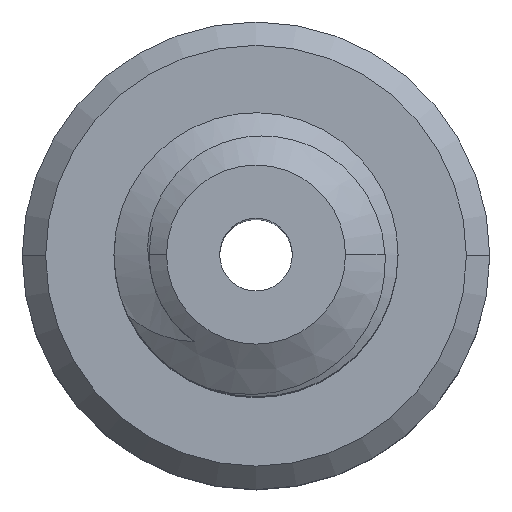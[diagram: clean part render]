
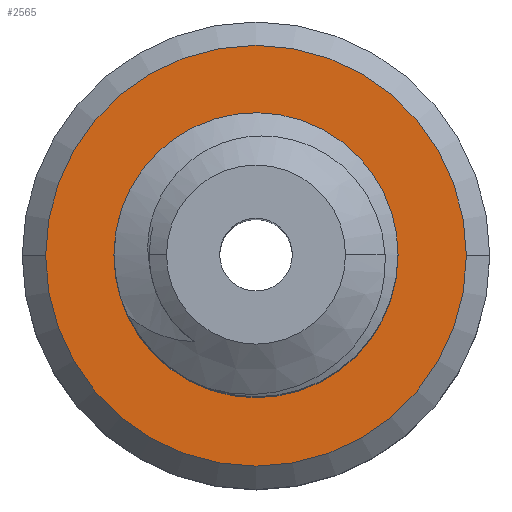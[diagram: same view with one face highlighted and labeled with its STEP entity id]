
A CAD part, top view. The second image highlights one B-rep face of the part: STEP entity #2565.
In plain terms, the highlighted planar face has unit normal (0, 0, 1).
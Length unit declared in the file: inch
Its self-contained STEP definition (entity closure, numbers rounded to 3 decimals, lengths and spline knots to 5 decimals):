
#110 = CIRCLE ( 'NONE', #1313, 0.082 ) ;
#198 = CARTESIAN_POINT ( 'NONE',  ( 0.06853, -0.00216, -0.375 ) ) ;
#226 = CARTESIAN_POINT ( 'NONE',  ( 0.02736, 0.07449, -0.375 ) ) ;
#236 = CARTESIAN_POINT ( 'NONE',  ( 0.03367, 0.07096, -0.375 ) ) ;
#268 = CARTESIAN_POINT ( 'NONE',  ( -0.06621, -0.02836, -0.375 ) ) ;
#468 = AXIS2_PLACEMENT_3D ( 'NONE', #3530, #3814, #2975 ) ;
#519 = CARTESIAN_POINT ( 'NONE',  ( 0.00716, 0.08132, -0.375 ) ) ;
#542 = CARTESIAN_POINT ( 'NONE',  ( -0.07604, 0.0057, -0.375 ) ) ;
#568 = DIRECTION ( 'NONE',  ( -1., 0., 0. ) ) ;
#663 = DIRECTION ( 'NONE',  ( 0., 0., -1. ) ) ;
#702 = B_SPLINE_CURVE_WITH_KNOTS ( 'NONE', 3,
 ( #1954, #519, #1967, #226, #236, #1121, #2290, #1991, #3731, #1978, #2558, #1383, #198, #803, #836, #1080, #3702, #1107 ),
 .UNSPECIFIED., .F., .F.,
 ( 4, 2, 2, 2, 2, 2, 2, 2, 4 ),
 ( 0., 0.00054, 0.00108, 0.00162, 0.00216, 0.0027, 0.00324, 0.00378, 0.00432 ),
 .UNSPECIFIED. ) ;
#767 = EDGE_CURVE ( 'NONE', #2245, #3808, #110, .T. ) ;
#777 = EDGE_CURVE ( 'NONE', #1113, #3808, #3328, .T. ) ;
#803 = CARTESIAN_POINT ( 'NONE',  ( 0.06472, -0.01604, -0.375 ) ) ;
#836 = CARTESIAN_POINT ( 'NONE',  ( 0.06179, -0.02251, -0.375 ) ) ;
#866 = ORIENTED_EDGE ( 'NONE', *, *, #777, .T. ) ;
#887 = EDGE_CURVE ( 'NONE', #2771, #1239, #905, .T. ) ;
#905 = CIRCLE ( 'NONE', #468, 0.1215 ) ;
#926 = CARTESIAN_POINT ( 'NONE',  ( -0.05745, 0.05851, -0.375 ) ) ;
#933 = ORIENTED_EDGE ( 'NONE', *, *, #887, .T. ) ;
#1007 = ORIENTED_EDGE ( 'NONE', *, *, #3637, .T. ) ;
#1055 = VERTEX_POINT ( 'NONE', #3109 ) ;
#1080 = CARTESIAN_POINT ( 'NONE',  ( 0.05388, -0.03451, -0.375 ) ) ;
#1107 = CARTESIAN_POINT ( 'NONE',  ( 0.04323, -0.04403, -0.375 ) ) ;
#1113 = VERTEX_POINT ( 'NONE', #3157 ) ;
#1121 = CARTESIAN_POINT ( 'NONE',  ( 0.04498, 0.06238, -0.375 ) ) ;
#1143 = CARTESIAN_POINT ( 'NONE',  ( -0.07408, -0.00841, -0.375 ) ) ;
#1170 = CARTESIAN_POINT ( 'NONE',  ( -0.00714, -0.06261, -0.375 ) ) ;
#1204 = ORIENTED_EDGE ( 'NONE', *, *, #767, .F. ) ;
#1239 = VERTEX_POINT ( 'NONE', #1693 ) ;
#1270 = CARTESIAN_POINT ( 'NONE',  ( 0., 0., -0.375 ) ) ;
#1313 = AXIS2_PLACEMENT_3D ( 'NONE', #1736, #3228, #3789 ) ;
#1383 = CARTESIAN_POINT ( 'NONE',  ( 0.06931, 0.00491, -0.375 ) ) ;
#1395 = FACE_OUTER_BOUND ( 'NONE', #2570, .T. ) ;
#1417 = ORIENTED_EDGE ( 'NONE', *, *, #2990, .T. ) ;
#1446 = DIRECTION ( 'NONE',  ( 0., 0., 1. ) ) ;
#1453 = CARTESIAN_POINT ( 'NONE',  ( -0.07389, 0.02699, -0.375 ) ) ;
#1510 = PLANE ( 'NONE',  #1703 ) ;
#1693 = CARTESIAN_POINT ( 'NONE',  ( -0.1215, 0., -0.375 ) ) ;
#1703 = AXIS2_PLACEMENT_3D ( 'NONE', #1816, #2447, #2125 ) ;
#1710 = CARTESIAN_POINT ( 'NONE',  ( -0.01424, -0.06235, -0.375 ) ) ;
#1723 = CARTESIAN_POINT ( 'NONE',  ( -0.05293, -0.04522, -0.375 ) ) ;
#1736 = CARTESIAN_POINT ( 'NONE',  ( 0., 0., -0.375 ) ) ;
#1795 = EDGE_CURVE ( 'NONE', #1239, #2771, #3289, .T. ) ;
#1816 = CARTESIAN_POINT ( 'NONE',  ( 0., 0., -0.375 ) ) ;
#1954 = CARTESIAN_POINT ( 'NONE',  ( 0., 0.082, -0.375 ) ) ;
#1967 = CARTESIAN_POINT ( 'NONE',  ( 0.01407, 0.07967, -0.375 ) ) ;
#1978 = CARTESIAN_POINT ( 'NONE',  ( 0.06718, 0.02624, -0.375 ) ) ;
#1991 = CARTESIAN_POINT ( 'NONE',  ( 0.05863, 0.04587, -0.375 ) ) ;
#2026 = CARTESIAN_POINT ( 'NONE',  ( -0.06584, 0.04685, -0.375 ) ) ;
#2038 = CARTESIAN_POINT ( 'NONE',  ( -0.06238, -0.03445, -0.375 ) ) ;
#2125 = DIRECTION ( 'NONE',  ( -1., 0., 0. ) ) ;
#2245 = VERTEX_POINT ( 'NONE', #3334 ) ;
#2287 = CARTESIAN_POINT ( 'NONE',  ( -0.03499, -0.05696, -0.375 ) ) ;
#2290 = CARTESIAN_POINT ( 'NONE',  ( 0.05011, 0.05722, -0.375 ) ) ;
#2291 = EDGE_LOOP ( 'NONE', ( #1204, #1007, #1417, #866 ) ) ;
#2316 = CARTESIAN_POINT ( 'NONE',  ( -0.06202, 0.05296, -0.375 ) ) ;
#2341 = CARTESIAN_POINT ( 'NONE',  ( 0., -0.0617, -0.375 ) ) ;
#2447 = DIRECTION ( 'NONE',  ( 0., 0., -1. ) ) ;
#2491 = ORIENTED_EDGE ( 'NONE', *, *, #1795, .T. ) ;
#2558 = CARTESIAN_POINT ( 'NONE',  ( 0.06864, 0.01922, -0.375 ) ) ;
#2565 = ADVANCED_FACE ( 'NONE', ( #1395, #3778 ), #1510, .F. ) ;
#2570 = EDGE_LOOP ( 'NONE', ( #2491, #933 ) ) ;
#2591 = CARTESIAN_POINT ( 'NONE',  ( -0.07599, 0.01295, -0.375 ) ) ;
#2618 = CARTESIAN_POINT ( 'NONE',  ( -0.0721, -0.01531, -0.375 ) ) ;
#2771 = VERTEX_POINT ( 'NONE', #3229 ) ;
#2975 = DIRECTION ( 'NONE',  ( -1., 0., 0. ) ) ;
#2990 = EDGE_CURVE ( 'NONE', #1055, #1113, #3058, .T. ) ;
#3012 = DIRECTION ( 'NONE',  ( 1., 0., 0. ) ) ;
#3058 = CIRCLE ( 'NONE', #3095, 0.0617 ) ;
#3095 = AXIS2_PLACEMENT_3D ( 'NONE', #1270, #663, #3012 ) ;
#3109 = CARTESIAN_POINT ( 'NONE',  ( 0.04323, -0.04403, -0.375 ) ) ;
#3157 = CARTESIAN_POINT ( 'NONE',  ( 0., -0.0617, -0.375 ) ) ;
#3194 = CARTESIAN_POINT ( 'NONE',  ( -0.0718, 0.03395, -0.375 ) ) ;
#3228 = DIRECTION ( 'NONE',  ( 0., 0., 1. ) ) ;
#3229 = CARTESIAN_POINT ( 'NONE',  ( 0.1215, 0., -0.375 ) ) ;
#3289 = CIRCLE ( 'NONE', #3497, 0.1215 ) ;
#3328 = B_SPLINE_CURVE_WITH_KNOTS ( 'NONE', 3,
 ( #2341, #1170, #1710, #3495, #2287, #3764, #1723, #2038, #268, #2618, #1143, #542, #2591, #1453, #3194, #2026, #2316, #3505 ),
 .UNSPECIFIED., .F., .F.,
 ( 4, 2, 2, 2, 2, 2, 2, 2, 4 ),
 ( 0., 0.00054, 0.00108, 0.00162, 0.00216, 0.0027, 0.00325, 0.00379, 0.00433 ),
 .UNSPECIFIED. ) ;
#3334 = CARTESIAN_POINT ( 'NONE',  ( 0., 0.082, -0.375 ) ) ;
#3495 = CARTESIAN_POINT ( 'NONE',  ( -0.02833, -0.0595, -0.375 ) ) ;
#3497 = AXIS2_PLACEMENT_3D ( 'NONE', #3499, #1446, #568 ) ;
#3499 = CARTESIAN_POINT ( 'NONE',  ( 0., 0., -0.375 ) ) ;
#3505 = CARTESIAN_POINT ( 'NONE',  ( -0.05745, 0.05851, -0.375 ) ) ;
#3530 = CARTESIAN_POINT ( 'NONE',  ( 0., 0., -0.375 ) ) ;
#3637 = EDGE_CURVE ( 'NONE', #2245, #1055, #702, .T. ) ;
#3702 = CARTESIAN_POINT ( 'NONE',  ( 0.04903, -0.03974, -0.375 ) ) ;
#3731 = CARTESIAN_POINT ( 'NONE',  ( 0.06218, 0.03952, -0.375 ) ) ;
#3764 = CARTESIAN_POINT ( 'NONE',  ( -0.04741, -0.04976, -0.375 ) ) ;
#3778 = FACE_BOUND ( 'NONE', #2291, .T. ) ;
#3789 = DIRECTION ( 'NONE',  ( 1., 0., 0. ) ) ;
#3808 = VERTEX_POINT ( 'NONE', #926 ) ;
#3814 = DIRECTION ( 'NONE',  ( 0., 0., 1. ) ) ;
